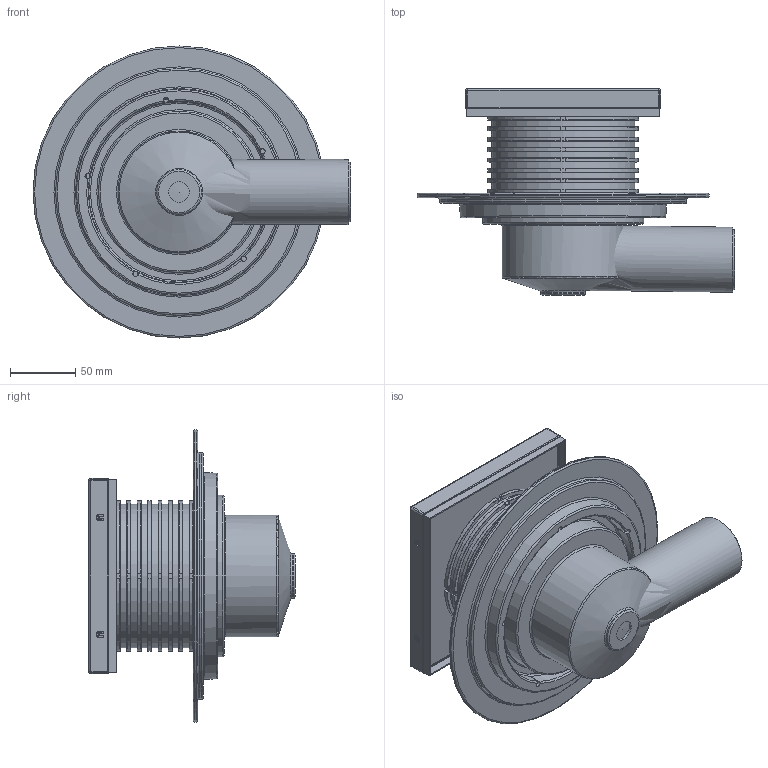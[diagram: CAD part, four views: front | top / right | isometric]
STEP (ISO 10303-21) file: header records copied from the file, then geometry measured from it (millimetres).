
FILE_DESCRIPTION(('STEP AP242'), '1');
FILE_NAME('C381A', '', ('UNSPECIFIED'), ('UNSPECIFIED'), 'ASCON STEP Converter 1.6', 'ASCON Math Kernel', '');
FILE_SCHEMA(('AP242_MANAGED_MODEL_BASED_3D_ENGINEERING_MIM_LF { 1 0 10303 442 1 1 4 }'));
Length unit declared in the file: millimetre
Assembly tree (3 placements, depth 2):
  (unnamed)
    (unnamed)
    (unnamed)
    (unnamed)
Bounding box: 244.13 x 158.2 x 224.25 mm (x, y, z)
Volume: 591714.7 mm3; surface area: 403408.3 mm2
Topology: 8 solids, 8 shells, 1028 faces, 2621 edges, 1644 vertices
Faces by surface type: cylinder 374, torus 248, plane 229, bspline 169, cone 8
Full cylindrical faces by diameter (mm): 4 x5, 15.691 x1, 34.177 x1, 48 x1, 54 x1, 86.303 x1, 93.587 x1, 98.01 x1, 105.072 x1, 108 x1, 110 x9, 117.211 x1, 123.832 x1, 168.415 x1, 182.761 x1, 189.603 x1, 224.253 x1
Entity records: 65993 total; most frequent: CARTESIAN_POINT 34252, ORIENTED_EDGE 5100, DIRECTION 4452, EDGE_CURVE 2550, AXIS2_PLACEMENT_3D 1807, VERTEX_POINT 1642, EDGE_LOOP 1154, COLOUR_RGB 1033
